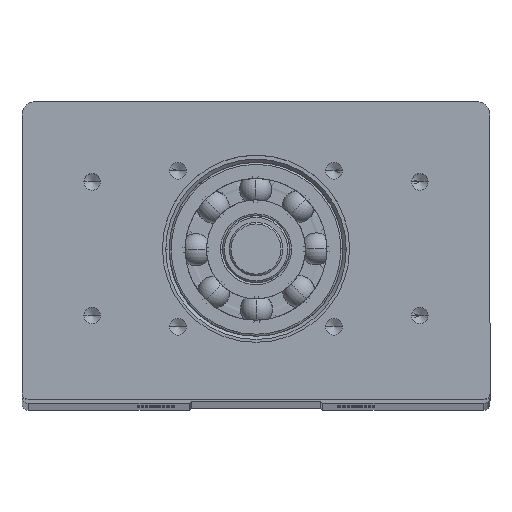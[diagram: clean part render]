
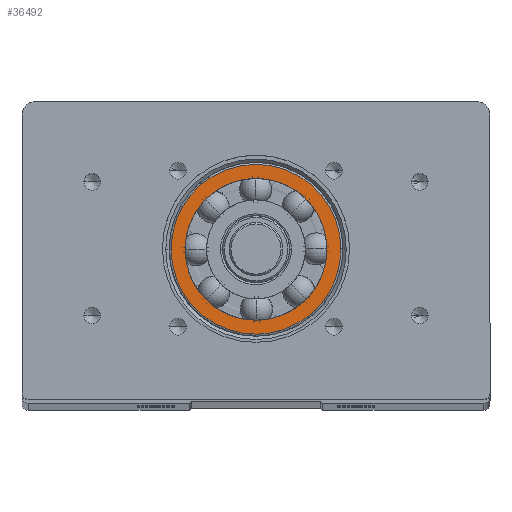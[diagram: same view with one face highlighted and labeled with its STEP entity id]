
A CAD part, top view. The second image highlights one B-rep face of the part: STEP entity #36492.
In plain terms, the highlighted planar face has unit normal (0, 0, 1).
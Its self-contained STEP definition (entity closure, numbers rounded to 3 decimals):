
#952 = DIRECTION ( 'NONE',  ( 0., 0., 1. ) ) ;
#3663 = ORIENTED_EDGE ( 'NONE', *, *, #37579, .F. ) ;
#3786 = EDGE_LOOP ( 'NONE', ( #20693, #35291 ) ) ;
#4911 = CIRCLE ( 'NONE', #27710, 12.7 ) ;
#5842 = CARTESIAN_POINT ( 'NONE',  ( 38.251, 86.711, 455.397 ) ) ;
#8005 = ORIENTED_EDGE ( 'NONE', *, *, #29579, .F. ) ;
#8650 = CIRCLE ( 'NONE', #15498, 12.7 ) ;
#8853 = VERTEX_POINT ( 'NONE', #34305 ) ;
#9064 = EDGE_CURVE ( 'NONE', #34278, #14096, #8650, .T. ) ;
#10071 = FACE_OUTER_BOUND ( 'NONE', #3786, .T. ) ;
#10794 = AXIS2_PLACEMENT_3D ( 'NONE', #33954, #15641, #37083 ) ;
#10802 = DIRECTION ( 'NONE',  ( 0., 0., 1. ) ) ;
#14096 = VERTEX_POINT ( 'NONE', #5842 ) ;
#14642 = CARTESIAN_POINT ( 'NONE',  ( 12.852, 86.525, 455.397 ) ) ;
#15498 = AXIS2_PLACEMENT_3D ( 'NONE', #29197, #10802, #32265 ) ;
#15641 = DIRECTION ( 'NONE',  ( 0., 0., 1. ) ) ;
#15998 = DIRECTION ( 'NONE',  ( 0., 0., 1. ) ) ;
#16597 = CARTESIAN_POINT ( 'NONE',  ( 25.552, 86.618, 455.397 ) ) ;
#18305 = FACE_BOUND ( 'NONE', #24892, .T. ) ;
#19603 = PLANE ( 'NONE',  #34451 ) ;
#19657 = DIRECTION ( 'NONE',  ( 1., 0.007, 0. ) ) ;
#20394 = VERTEX_POINT ( 'NONE', #33465 ) ;
#20693 = ORIENTED_EDGE ( 'NONE', *, *, #33955, .T. ) ;
#24892 = EDGE_LOOP ( 'NONE', ( #3663, #8005 ) ) ;
#25787 = DIRECTION ( 'NONE',  ( 1., 0.007, 0. ) ) ;
#27710 = AXIS2_PLACEMENT_3D ( 'NONE', #34351, #15998, #37469 ) ;
#29197 = CARTESIAN_POINT ( 'NONE',  ( 25.552, 86.618, 455.397 ) ) ;
#29579 = EDGE_CURVE ( 'NONE', #20394, #8853, #37276, .T. ) ;
#31397 = CIRCLE ( 'NONE', #10794, 10.6 ) ;
#32265 = DIRECTION ( 'NONE',  ( 1., 0.007, 0. ) ) ;
#33465 = CARTESIAN_POINT ( 'NONE',  ( 14.952, 86.54, 455.397 ) ) ;
#33954 = CARTESIAN_POINT ( 'NONE',  ( 25.552, 86.618, 455.397 ) ) ;
#33955 = EDGE_CURVE ( 'NONE', #14096, #34278, #4911, .T. ) ;
#34278 = VERTEX_POINT ( 'NONE', #14642 ) ;
#34305 = CARTESIAN_POINT ( 'NONE',  ( 36.151, 86.696, 455.397 ) ) ;
#34351 = CARTESIAN_POINT ( 'NONE',  ( 25.552, 86.618, 455.397 ) ) ;
#34451 = AXIS2_PLACEMENT_3D ( 'NONE', #34896, #952, #25787 ) ;
#34896 = CARTESIAN_POINT ( 'NONE',  ( 25.458, 99.318, 455.397 ) ) ;
#35291 = ORIENTED_EDGE ( 'NONE', *, *, #9064, .T. ) ;
#36492 = ADVANCED_FACE ( 'NONE', ( #10071, #18305 ), #19603, .T. ) ;
#37083 = DIRECTION ( 'NONE',  ( 1., 0.007, 0. ) ) ;
#37276 = CIRCLE ( 'NONE', #38110, 10.6 ) ;
#37469 = DIRECTION ( 'NONE',  ( 1., 0.007, 0. ) ) ;
#37579 = EDGE_CURVE ( 'NONE', #8853, #20394, #31397, .T. ) ;
#38069 = DIRECTION ( 'NONE',  ( 0., 0., 1. ) ) ;
#38110 = AXIS2_PLACEMENT_3D ( 'NONE', #16597, #38069, #19657 ) ;
